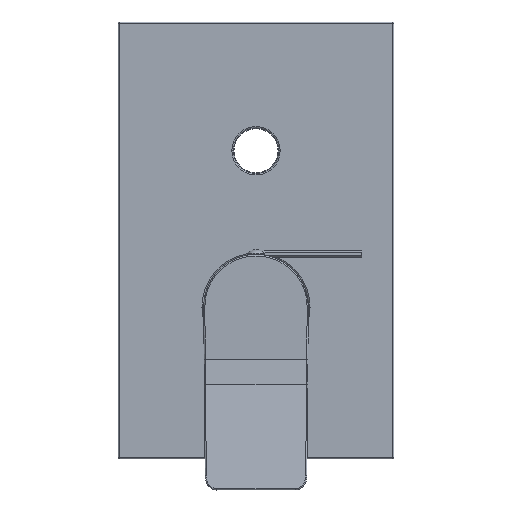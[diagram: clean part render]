
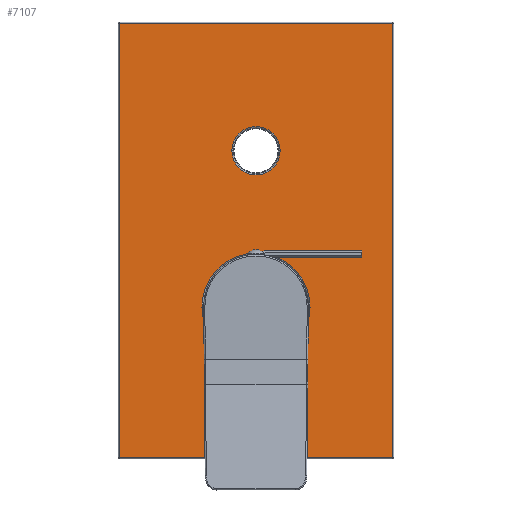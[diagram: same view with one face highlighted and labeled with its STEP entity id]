
A CAD part, top view. The second image highlights one B-rep face of the part: STEP entity #7107.
In plain terms, the highlighted face is planar.
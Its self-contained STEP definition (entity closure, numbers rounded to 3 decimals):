
#6328=DIRECTION('',(-1.,0.,0.));
#6329=VECTOR('',#6328,119.);
#6330=CARTESIAN_POINT('',(59.5,8.,-94.5));
#6331=LINE('',#6330,#6329);
#6335=DIRECTION('',(0.,0.,-1.));
#6336=VECTOR('',#6335,189.);
#6337=CARTESIAN_POINT('',(59.5,8.,94.5));
#6338=LINE('',#6337,#6336);
#6342=DIRECTION('',(1.,0.,0.));
#6343=VECTOR('',#6342,119.);
#6344=CARTESIAN_POINT('',(-59.5,8.,94.5));
#6345=LINE('',#6344,#6343);
#6349=DIRECTION('',(0.,0.,1.));
#6350=VECTOR('',#6349,189.);
#6351=CARTESIAN_POINT('',(-59.5,8.,-94.5));
#6352=LINE('',#6351,#6350);
#6356=CARTESIAN_POINT('',(0.,8.,29.));
#6357=DIRECTION('',(0.,-1.,0.));
#6358=DIRECTION('',(1.,0.,0.));
#6359=AXIS2_PLACEMENT_3D('',#6356,#6357,#6358);
#6364=CARTESIAN_POINT('',(0.,8.,29.));
#6365=DIRECTION('',(0.,-1.,0.));
#6366=DIRECTION('',(-1.,0.,0.));
#6367=AXIS2_PLACEMENT_3D('',#6364,#6365,#6366);
#6372=CARTESIAN_POINT('',(0.,8.,-39.));
#6373=DIRECTION('',(0.,-1.,0.));
#6374=DIRECTION('',(-1.,0.,0.));
#6375=AXIS2_PLACEMENT_3D('',#6372,#6373,#6374);
#6380=CARTESIAN_POINT('',(0.,8.,-39.));
#6381=DIRECTION('',(0.,-1.,0.));
#6382=DIRECTION('',(1.,0.,0.));
#6383=AXIS2_PLACEMENT_3D('',#6380,#6381,#6382);
#6751=CARTESIAN_POINT('',(59.5,8.,-94.5));
#6752=CARTESIAN_POINT('',(-59.5,8.,-94.5));
#6753=VERTEX_POINT('',#6751);
#6754=VERTEX_POINT('',#6752);
#6759=CARTESIAN_POINT('',(-59.5,8.,94.5));
#6760=VERTEX_POINT('',#6759);
#6765=CARTESIAN_POINT('',(59.5,8.,94.5));
#6766=VERTEX_POINT('',#6765);
#6771=CARTESIAN_POINT('',(23.5,8.,29.));
#6772=CARTESIAN_POINT('',(-23.5,8.,29.));
#6773=VERTEX_POINT('',#6771);
#6774=VERTEX_POINT('',#6772);
#6779=CARTESIAN_POINT('',(-10.5,8.,-39.));
#6780=CARTESIAN_POINT('',(10.5,8.,-39.));
#6781=VERTEX_POINT('',#6779);
#6782=VERTEX_POINT('',#6780);
#7081=CARTESIAN_POINT('',(0.,8.,0.));
#7082=DIRECTION('',(0.,1.,0.));
#7083=DIRECTION('',(1.,0.,0.));
#7084=AXIS2_PLACEMENT_3D('',#7081,#7082,#7083);
#7085=PLANE('',#7084);
#7087=ORIENTED_EDGE('',*,*,#7086,.F.);
#7089=ORIENTED_EDGE('',*,*,#7088,.F.);
#7091=ORIENTED_EDGE('',*,*,#7090,.F.);
#7093=ORIENTED_EDGE('',*,*,#7092,.F.);
#7094=EDGE_LOOP('',(#7087,#7089,#7091,#7093));
#7095=FACE_OUTER_BOUND('',#7094,.F.);
#7097=ORIENTED_EDGE('',*,*,#7096,.F.);
#7099=ORIENTED_EDGE('',*,*,#7098,.F.);
#7100=EDGE_LOOP('',(#7097,#7099));
#7101=FACE_BOUND('',#7100,.F.);
#7102=ORIENTED_EDGE('',*,*,#7071,.F.);
#7104=ORIENTED_EDGE('',*,*,#7103,.F.);
#7105=EDGE_LOOP('',(#7102,#7104));
#7106=FACE_BOUND('',#7105,.F.);
#7107=ADVANCED_FACE('',(#7095,#7101,#7106),#7085,.T.);
#6360=CIRCLE('',#6359,23.5);
#6368=CIRCLE('',#6367,23.5);
#6376=CIRCLE('',#6375,10.5);
#6384=CIRCLE('',#6383,10.5);
#7071=EDGE_CURVE('',#6781,#6782,#6376,.T.);
#7086=EDGE_CURVE('',#6753,#6754,#6331,.T.);
#7088=EDGE_CURVE('',#6766,#6753,#6338,.T.);
#7090=EDGE_CURVE('',#6760,#6766,#6345,.T.);
#7092=EDGE_CURVE('',#6754,#6760,#6352,.T.);
#7096=EDGE_CURVE('',#6773,#6774,#6360,.T.);
#7098=EDGE_CURVE('',#6774,#6773,#6368,.T.);
#7103=EDGE_CURVE('',#6782,#6781,#6384,.T.);
